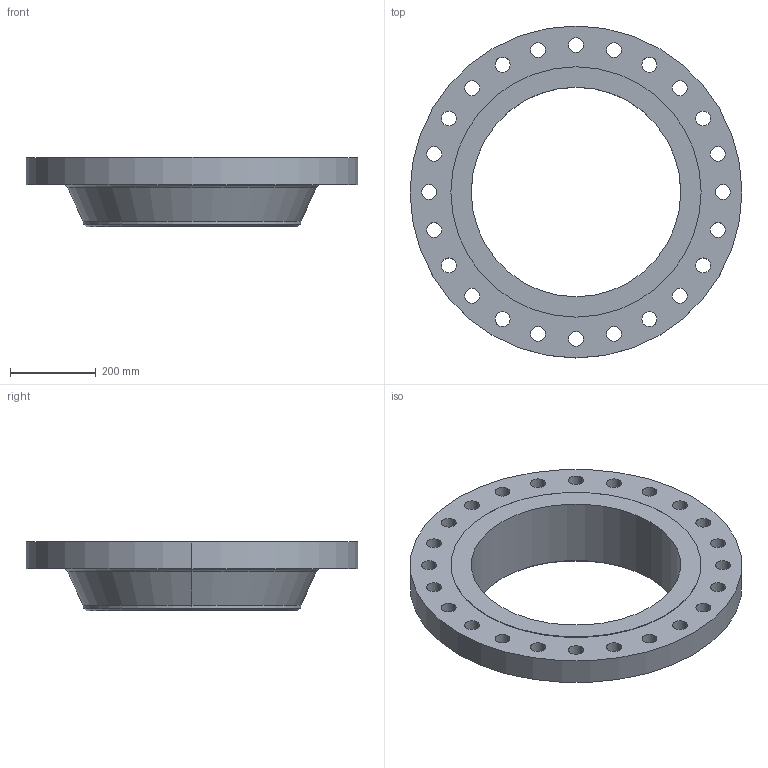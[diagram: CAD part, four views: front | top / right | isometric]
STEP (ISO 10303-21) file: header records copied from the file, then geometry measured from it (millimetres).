
FILE_DESCRIPTION (( 'STEP AP203' ), '1' );
FILE_NAME ('20_300_B165_RF_WNF_OB_STD.STEP', '2024-01-17T00:50:52', ( '' ), ( '' ), 'SwSTEP 2.0', 'SolidWorks 2023', '' );
FILE_SCHEMA (( 'CONFIG_CONTROL_DESIGN' ));
Length unit declared in the file: inch
Products named in the file (1): 20_300_B165_RF_WNF_OB_STD
Bounding box: 774.7 x 774.7 x 161.93 mm (x, y, z)
Volume: 20569432.2 mm3; surface area: 1191349.1 mm2
Topology: 1 solids, 1 shells, 66 faces, 180 edges, 118 vertices
Faces by surface type: cylinder 56, cone 4, plane 4, torus 2
Entity records: 2335 total; most frequent: DIRECTION 434, CARTESIAN_POINT 365, ORIENTED_EDGE 360, AXIS2_PLACEMENT_3D 187, EDGE_CURVE 180, CIRCLE 120, EDGE_LOOP 118, VERTEX_POINT 118
